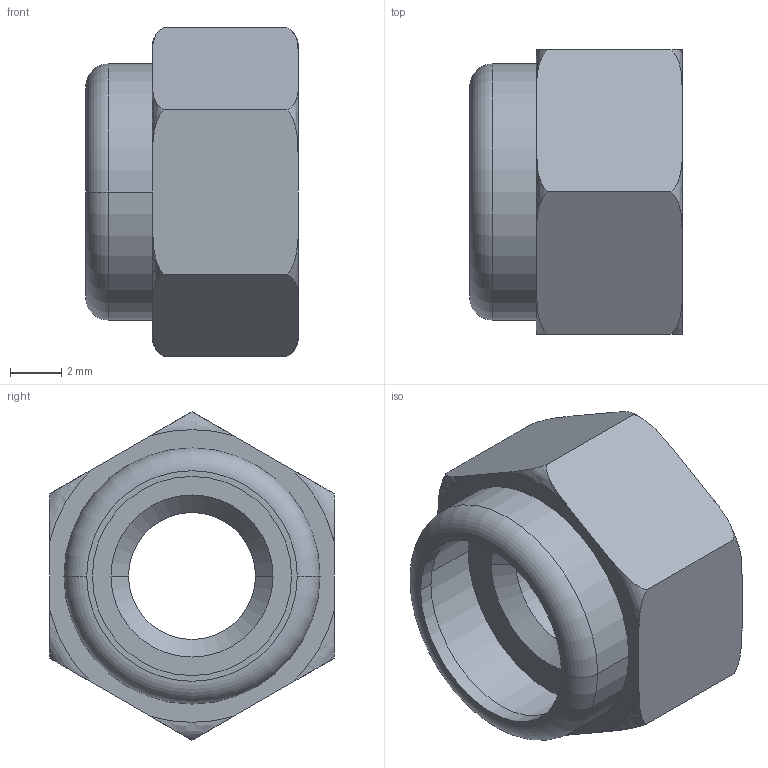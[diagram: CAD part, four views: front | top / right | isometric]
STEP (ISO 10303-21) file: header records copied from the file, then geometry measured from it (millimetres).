
FILE_DESCRIPTION(('starvars output'),'2;1');
FILE_NAME('cv20170711214310000126730.stp','21:43:10 2017/07/11',( 'Thomas Industrial Network Germany GmbH'),( 'Thomas Industrial Network Germany GmbH'),'unknown preprocess','ACIS' ,'unknown authorization');
FILE_SCHEMA(('CONFIG_CONTROL_DESIGN {UNKNOWN IMPLEMENTATION LEVEL}'));
Length unit declared in the file: millimetre
Products named in the file (1): PRODUCT_ID_1
Bounding box: 8.33 x 11.15 x 12.88 mm (x, y, z)
Volume: 517.7 mm3; surface area: 649.4 mm2
Topology: 1 solids, 1 shells, 39 faces, 96 edges, 62 vertices
Faces by surface type: torus 16, plane 11, cylinder 8, cone 4
Entity records: 1216 total; most frequent: CARTESIAN_POINT 378, ORIENTED_EDGE 192, DIRECTION 106, EDGE_CURVE 96, VERTEX_POINT 62, EDGE_LOOP 44, FACE_BOUND 44, ADVANCED_FACE 39
